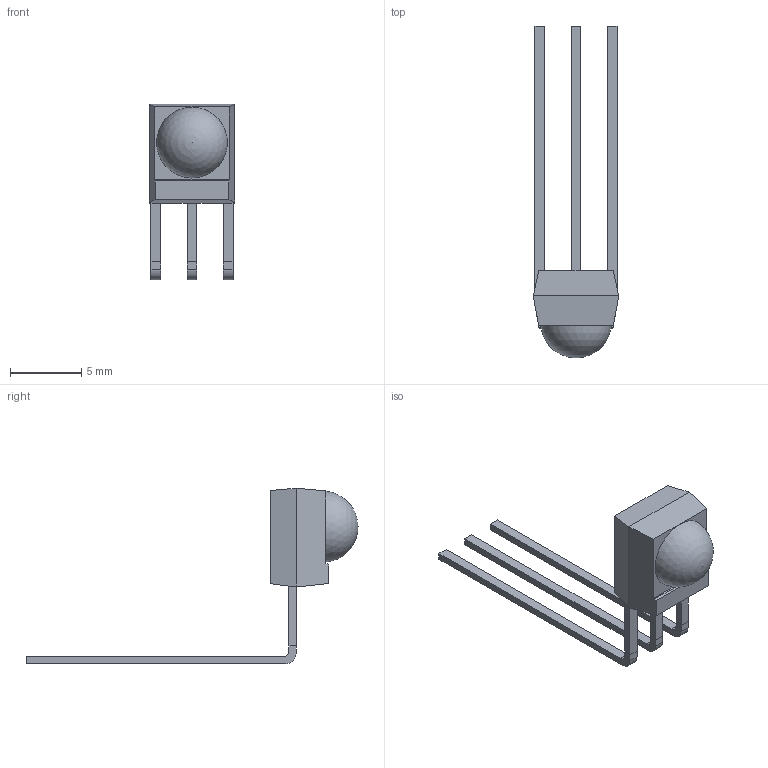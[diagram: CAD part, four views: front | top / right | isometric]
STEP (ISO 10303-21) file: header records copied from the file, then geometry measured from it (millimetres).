
FILE_DESCRIPTION(('FreeCAD Model'),'2;1');
FILE_NAME('Open CASCADE Shape Model','2022-12-28T08:08:25',('BT'),(''), 'Open CASCADE STEP processor 7.6','FreeCAD','Unknown');
FILE_SCHEMA(('AUTOMOTIVE_DESIGN_CC2 { 1 2 10303 214 -1 1 5 4 }'));
Length unit declared in the file: millimetre
Products named in the file (1): Pocket005
Bounding box: 6 x 23.35 x 12.35 mm (x, y, z)
Volume: 202.3 mm3; surface area: 355.2 mm2
Topology: 1 solids, 1 shells, 57 faces, 143 edges, 88 vertices
Faces by surface type: plane 50, cylinder 6, sphere 1
Entity records: 2062 total; most frequent: CARTESIAN_POINT 288, ORIENTED_EDGE 284, DIRECTION 272, EDGE_CURVE 142, LINE 128, VECTOR 128, VERTEX_POINT 88, AXIS2_PLACEMENT_3D 72
